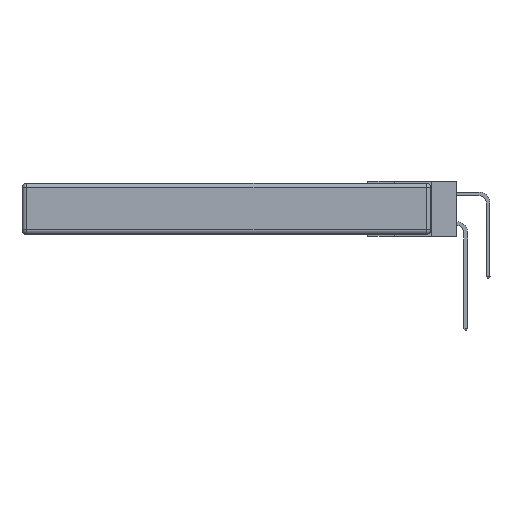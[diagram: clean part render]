
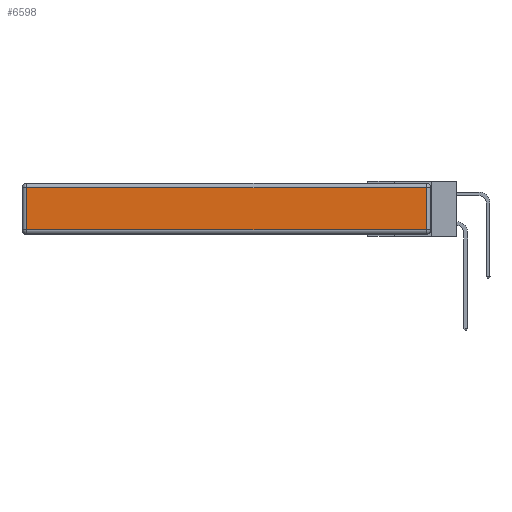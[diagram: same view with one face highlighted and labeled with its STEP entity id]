
A CAD part, left-side view. The second image highlights one B-rep face of the part: STEP entity #6598.
In plain terms, the highlighted planar face has unit normal (-1, 0, 0).
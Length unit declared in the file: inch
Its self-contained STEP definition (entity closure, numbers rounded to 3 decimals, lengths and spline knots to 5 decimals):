
#143 = VECTOR ( 'NONE', #21020, 39.37008 ) ;
#573 = CARTESIAN_POINT ( 'NONE',  ( 0., 0.03, -0.343 ) ) ;
#685 = ORIENTED_EDGE ( 'NONE', *, *, #23177, .T. ) ;
#794 = DIRECTION ( 'NONE',  ( 0., 0., 1. ) ) ;
#2050 = DIRECTION ( 'NONE',  ( 0., 1., 0. ) ) ;
#3033 = CARTESIAN_POINT ( 'NONE',  ( 0., 2.72, -0.03 ) ) ;
#3080 = VERTEX_POINT ( 'NONE', #5128 ) ;
#4049 = VECTOR ( 'NONE', #794, 39.37008 ) ;
#5128 = CARTESIAN_POINT ( 'NONE',  ( 0., 0.03, -0.313 ) ) ;
#6100 = CARTESIAN_POINT ( 'NONE',  ( 0., 0., -0.313 ) ) ;
#6598 = ADVANCED_FACE ( 'NONE', ( #30462 ), #30053, .T. ) ;
#9230 = VERTEX_POINT ( 'NONE', #18341 ) ;
#10377 = CARTESIAN_POINT ( 'NONE',  ( 0., 2.72, -0.343 ) ) ;
#11511 = EDGE_CURVE ( 'NONE', #3080, #9230, #32304, .T. ) ;
#12538 = DIRECTION ( 'NONE',  ( 0., 0., 1. ) ) ;
#12636 = LINE ( 'NONE', #6100, #143 ) ;
#12810 = LINE ( 'NONE', #30353, #25684 ) ;
#17168 = EDGE_LOOP ( 'NONE', ( #685, #31547, #33349, #20761 ) ) ;
#17291 = LINE ( 'NONE', #10377, #24949 ) ;
#18341 = CARTESIAN_POINT ( 'NONE',  ( 0., 0.03, -0.03 ) ) ;
#18381 = EDGE_CURVE ( 'NONE', #24127, #25347, #17291, .T. ) ;
#18662 = AXIS2_PLACEMENT_3D ( 'NONE', #24920, #28077, #12538 ) ;
#20761 = ORIENTED_EDGE ( 'NONE', *, *, #18381, .T. ) ;
#21020 = DIRECTION ( 'NONE',  ( 0., -1., 0. ) ) ;
#21467 = EDGE_CURVE ( 'NONE', #9230, #24127, #12810, .T. ) ;
#23177 = EDGE_CURVE ( 'NONE', #25347, #3080, #12636, .T. ) ;
#24127 = VERTEX_POINT ( 'NONE', #3033 ) ;
#24920 = CARTESIAN_POINT ( 'NONE',  ( 0., 0., -0.343 ) ) ;
#24949 = VECTOR ( 'NONE', #28052, 39.37008 ) ;
#25347 = VERTEX_POINT ( 'NONE', #25756 ) ;
#25684 = VECTOR ( 'NONE', #2050, 39.37008 ) ;
#25756 = CARTESIAN_POINT ( 'NONE',  ( 0., 2.72, -0.313 ) ) ;
#28052 = DIRECTION ( 'NONE',  ( 0., 0., -1. ) ) ;
#28077 = DIRECTION ( 'NONE',  ( -1., 0., 0. ) ) ;
#30053 = PLANE ( 'NONE',  #18662 ) ;
#30353 = CARTESIAN_POINT ( 'NONE',  ( 0., 2.75, -0.03 ) ) ;
#30462 = FACE_OUTER_BOUND ( 'NONE', #17168, .T. ) ;
#31547 = ORIENTED_EDGE ( 'NONE', *, *, #11511, .T. ) ;
#32304 = LINE ( 'NONE', #573, #4049 ) ;
#33349 = ORIENTED_EDGE ( 'NONE', *, *, #21467, .T. ) ;
